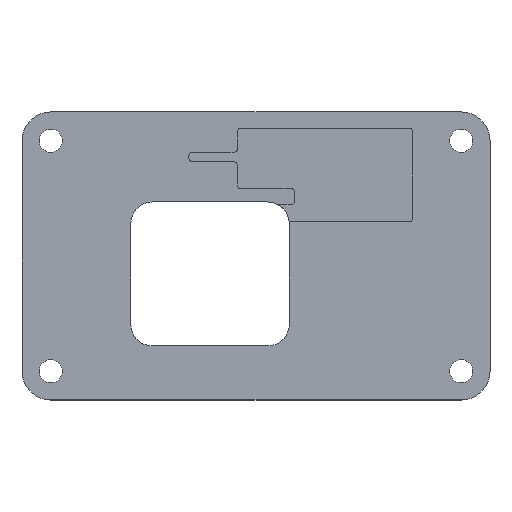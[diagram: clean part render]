
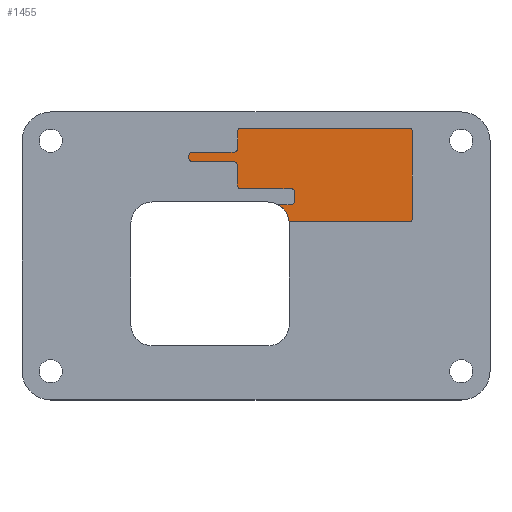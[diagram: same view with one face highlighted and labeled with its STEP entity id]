
A CAD part, top view. The second image highlights one B-rep face of the part: STEP entity #1455.
In plain terms, the highlighted planar face has unit normal (0, 0, 1).
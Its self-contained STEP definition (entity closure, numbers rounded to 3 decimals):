
#808 = VERTEX_POINT('',#809);
#809 = CARTESIAN_POINT('',(31.54,-8.857,-0.254));
#815 = EDGE_CURVE('',#816,#808,#818,.T.);
#816 = VERTEX_POINT('',#817);
#817 = CARTESIAN_POINT('',(33.107,-11.267,-0.254));
#818 = CIRCLE('',#819,3.);
#819 = AXIS2_PLACEMENT_3D('',#820,#821,#822);
#820 = CARTESIAN_POINT('',(30.116,-11.497,-0.254));
#821 = DIRECTION('',(0.,0.,1.));
#822 = DIRECTION('',(1.,0.,0.));
#840 = VERTEX_POINT('',#841);
#841 = CARTESIAN_POINT('',(49.718,-11.267,-0.254));
#847 = EDGE_CURVE('',#840,#816,#848,.T.);
#848 = LINE('',#849,#850);
#849 = CARTESIAN_POINT('',(49.718,-11.267,-0.254));
#850 = VECTOR('',#851,1.);
#851 = DIRECTION('',(-1.,0.,0.));
#863 = EDGE_CURVE('',#840,#864,#866,.T.);
#864 = VERTEX_POINT('',#865);
#865 = CARTESIAN_POINT('',(50.218,-10.767,-0.254));
#866 = CIRCLE('',#867,0.5);
#867 = AXIS2_PLACEMENT_3D('',#868,#869,#870);
#868 = CARTESIAN_POINT('',(49.718,-10.767,-0.254));
#869 = DIRECTION('',(0.,0.,1.));
#870 = DIRECTION('',(1.,0.,0.));
#888 = VERTEX_POINT('',#889);
#889 = CARTESIAN_POINT('',(50.218,1.267,-0.254));
#895 = EDGE_CURVE('',#888,#864,#896,.T.);
#896 = LINE('',#897,#898);
#897 = CARTESIAN_POINT('',(50.218,1.267,-0.254));
#898 = VECTOR('',#899,1.);
#899 = DIRECTION('',(0.,-1.,0.));
#912 = EDGE_CURVE('',#888,#913,#915,.T.);
#913 = VERTEX_POINT('',#914);
#914 = CARTESIAN_POINT('',(49.718,1.767,-0.254));
#915 = CIRCLE('',#916,0.5);
#916 = AXIS2_PLACEMENT_3D('',#917,#918,#919);
#917 = CARTESIAN_POINT('',(49.718,1.267,-0.254));
#918 = DIRECTION('',(0.,0.,1.));
#919 = DIRECTION('',(1.,0.,0.));
#937 = VERTEX_POINT('',#938);
#938 = CARTESIAN_POINT('',(26.451,1.767,-0.254));
#944 = EDGE_CURVE('',#937,#913,#945,.T.);
#945 = LINE('',#946,#947);
#946 = CARTESIAN_POINT('',(26.451,1.767,-0.254));
#947 = VECTOR('',#948,1.);
#948 = DIRECTION('',(1.,0.,0.));
#961 = EDGE_CURVE('',#937,#962,#964,.T.);
#962 = VERTEX_POINT('',#963);
#963 = CARTESIAN_POINT('',(25.951,1.267,-0.254));
#964 = CIRCLE('',#965,0.5);
#965 = AXIS2_PLACEMENT_3D('',#966,#967,#968);
#966 = CARTESIAN_POINT('',(26.451,1.267,-0.254));
#967 = DIRECTION('',(0.,0.,1.));
#968 = DIRECTION('',(1.,0.,0.));
#986 = VERTEX_POINT('',#987);
#987 = CARTESIAN_POINT('',(25.951,-1.074,-0.254));
#993 = EDGE_CURVE('',#986,#962,#994,.T.);
#994 = LINE('',#995,#996);
#995 = CARTESIAN_POINT('',(25.951,-1.074,-0.254));
#996 = VECTOR('',#997,1.);
#997 = DIRECTION('',(0.,1.,0.));
#1010 = VERTEX_POINT('',#1011);
#1011 = CARTESIAN_POINT('',(25.451,-1.574,-0.254));
#1017 = EDGE_CURVE('',#1010,#986,#1018,.T.);
#1018 = CIRCLE('',#1019,0.5);
#1019 = AXIS2_PLACEMENT_3D('',#1020,#1021,#1022);
#1020 = CARTESIAN_POINT('',(25.451,-1.074,-0.254));
#1021 = DIRECTION('',(0.,0.,1.));
#1022 = DIRECTION('',(1.,0.,0.));
#1035 = VERTEX_POINT('',#1036);
#1036 = CARTESIAN_POINT('',(19.668,-1.574,-0.254));
#1042 = EDGE_CURVE('',#1035,#1010,#1043,.T.);
#1043 = LINE('',#1044,#1045);
#1044 = CARTESIAN_POINT('',(19.668,-1.574,-0.254));
#1045 = VECTOR('',#1046,1.);
#1046 = DIRECTION('',(1.,0.,0.));
#1059 = EDGE_CURVE('',#1035,#1060,#1062,.T.);
#1060 = VERTEX_POINT('',#1061);
#1061 = CARTESIAN_POINT('',(19.168,-2.074,-0.254));
#1062 = CIRCLE('',#1063,0.5);
#1063 = AXIS2_PLACEMENT_3D('',#1064,#1065,#1066);
#1064 = CARTESIAN_POINT('',(19.668,-2.074,-0.254));
#1065 = DIRECTION('',(0.,0.,1.));
#1066 = DIRECTION('',(1.,0.,0.));
#1084 = VERTEX_POINT('',#1085);
#1085 = CARTESIAN_POINT('',(19.168,-2.382,-0.254));
#1091 = EDGE_CURVE('',#1084,#1060,#1092,.T.);
#1092 = LINE('',#1093,#1094);
#1093 = CARTESIAN_POINT('',(19.168,-2.382,-0.254));
#1094 = VECTOR('',#1095,1.);
#1095 = DIRECTION('',(0.,1.,0.));
#1108 = EDGE_CURVE('',#1084,#1109,#1111,.T.);
#1109 = VERTEX_POINT('',#1110);
#1110 = CARTESIAN_POINT('',(19.668,-2.882,-0.254));
#1111 = CIRCLE('',#1112,0.5);
#1112 = AXIS2_PLACEMENT_3D('',#1113,#1114,#1115);
#1113 = CARTESIAN_POINT('',(19.668,-2.382,-0.254));
#1114 = DIRECTION('',(0.,0.,1.));
#1115 = DIRECTION('',(1.,0.,0.));
#1133 = VERTEX_POINT('',#1134);
#1134 = CARTESIAN_POINT('',(25.384,-2.882,-0.254));
#1140 = EDGE_CURVE('',#1133,#1109,#1141,.T.);
#1141 = LINE('',#1142,#1143);
#1142 = CARTESIAN_POINT('',(25.384,-2.882,-0.254));
#1143 = VECTOR('',#1144,1.);
#1144 = DIRECTION('',(-1.,0.,0.));
#1157 = VERTEX_POINT('',#1158);
#1158 = CARTESIAN_POINT('',(25.884,-3.382,-0.254));
#1164 = EDGE_CURVE('',#1157,#1133,#1165,.T.);
#1165 = CIRCLE('',#1166,0.5);
#1166 = AXIS2_PLACEMENT_3D('',#1167,#1168,#1169);
#1167 = CARTESIAN_POINT('',(25.384,-3.382,-0.254));
#1168 = DIRECTION('',(0.,0.,1.));
#1169 = DIRECTION('',(1.,0.,0.));
#1182 = VERTEX_POINT('',#1183);
#1183 = CARTESIAN_POINT('',(25.884,-6.146,-0.254));
#1189 = EDGE_CURVE('',#1182,#1157,#1190,.T.);
#1190 = LINE('',#1191,#1192);
#1191 = CARTESIAN_POINT('',(25.884,-6.146,-0.254));
#1192 = VECTOR('',#1193,1.);
#1193 = DIRECTION('',(0.,1.,0.));
#1206 = EDGE_CURVE('',#1182,#1207,#1209,.T.);
#1207 = VERTEX_POINT('',#1208);
#1208 = CARTESIAN_POINT('',(26.384,-6.646,-0.254));
#1209 = CIRCLE('',#1210,0.5);
#1210 = AXIS2_PLACEMENT_3D('',#1211,#1212,#1213);
#1211 = CARTESIAN_POINT('',(26.384,-6.146,-0.254));
#1212 = DIRECTION('',(0.,0.,1.));
#1213 = DIRECTION('',(1.,0.,0.));
#1231 = VERTEX_POINT('',#1232);
#1232 = CARTESIAN_POINT('',(33.367,-6.646,-0.254));
#1238 = EDGE_CURVE('',#1231,#1207,#1239,.T.);
#1239 = LINE('',#1240,#1241);
#1240 = CARTESIAN_POINT('',(33.367,-6.646,-0.254));
#1241 = VECTOR('',#1242,1.);
#1242 = DIRECTION('',(-1.,0.,0.));
#1255 = VERTEX_POINT('',#1256);
#1256 = CARTESIAN_POINT('',(33.867,-7.146,-0.254));
#1262 = EDGE_CURVE('',#1255,#1231,#1263,.T.);
#1263 = CIRCLE('',#1264,0.5);
#1264 = AXIS2_PLACEMENT_3D('',#1265,#1266,#1267);
#1265 = CARTESIAN_POINT('',(33.367,-7.146,-0.254));
#1266 = DIRECTION('',(0.,0.,1.));
#1267 = DIRECTION('',(1.,0.,0.));
#1280 = VERTEX_POINT('',#1281);
#1281 = CARTESIAN_POINT('',(33.867,-8.357,-0.254));
#1287 = EDGE_CURVE('',#1280,#1255,#1288,.T.);
#1288 = LINE('',#1289,#1290);
#1289 = CARTESIAN_POINT('',(33.867,-8.357,-0.254));
#1290 = VECTOR('',#1291,1.);
#1291 = DIRECTION('',(0.,1.,0.));
#1304 = VERTEX_POINT('',#1305);
#1305 = CARTESIAN_POINT('',(33.367,-8.857,-0.254));
#1311 = EDGE_CURVE('',#1304,#1280,#1312,.T.);
#1312 = CIRCLE('',#1313,0.5);
#1313 = AXIS2_PLACEMENT_3D('',#1314,#1315,#1316);
#1314 = CARTESIAN_POINT('',(33.367,-8.357,-0.254));
#1315 = DIRECTION('',(0.,0.,1.));
#1316 = DIRECTION('',(1.,0.,0.));
#1330 = EDGE_CURVE('',#808,#1304,#1331,.T.);
#1331 = LINE('',#1332,#1333);
#1332 = CARTESIAN_POINT('',(31.21,-8.857,-0.254));
#1333 = VECTOR('',#1334,1.);
#1334 = DIRECTION('',(1.,0.,0.));
#1455 = ADVANCED_FACE('',(#1456),#1480,.T.);
#1456 = FACE_BOUND('',#1457,.T.);
#1457 = EDGE_LOOP('',(#1458,#1459,#1460,#1461,#1462,#1463,#1464,#1465,
    #1466,#1467,#1468,#1469,#1470,#1471,#1472,#1473,#1474,#1475,#1476,
    #1477,#1478,#1479));
#1458 = ORIENTED_EDGE('',*,*,#895,.F.);
#1459 = ORIENTED_EDGE('',*,*,#912,.T.);
#1460 = ORIENTED_EDGE('',*,*,#944,.F.);
#1461 = ORIENTED_EDGE('',*,*,#961,.T.);
#1462 = ORIENTED_EDGE('',*,*,#993,.F.);
#1463 = ORIENTED_EDGE('',*,*,#1017,.F.);
#1464 = ORIENTED_EDGE('',*,*,#1042,.F.);
#1465 = ORIENTED_EDGE('',*,*,#1059,.T.);
#1466 = ORIENTED_EDGE('',*,*,#1091,.F.);
#1467 = ORIENTED_EDGE('',*,*,#1108,.T.);
#1468 = ORIENTED_EDGE('',*,*,#1140,.F.);
#1469 = ORIENTED_EDGE('',*,*,#1164,.F.);
#1470 = ORIENTED_EDGE('',*,*,#1189,.F.);
#1471 = ORIENTED_EDGE('',*,*,#1206,.T.);
#1472 = ORIENTED_EDGE('',*,*,#1238,.F.);
#1473 = ORIENTED_EDGE('',*,*,#1262,.F.);
#1474 = ORIENTED_EDGE('',*,*,#1287,.F.);
#1475 = ORIENTED_EDGE('',*,*,#1311,.F.);
#1476 = ORIENTED_EDGE('',*,*,#1330,.F.);
#1477 = ORIENTED_EDGE('',*,*,#815,.F.);
#1478 = ORIENTED_EDGE('',*,*,#847,.F.);
#1479 = ORIENTED_EDGE('',*,*,#863,.T.);
#1480 = PLANE('',#1481);
#1481 = AXIS2_PLACEMENT_3D('',#1482,#1483,#1484);
#1482 = CARTESIAN_POINT('',(35.816,-4.342,-0.254));
#1483 = DIRECTION('',(0.,0.,1.));
#1484 = DIRECTION('',(1.,0.,0.));
